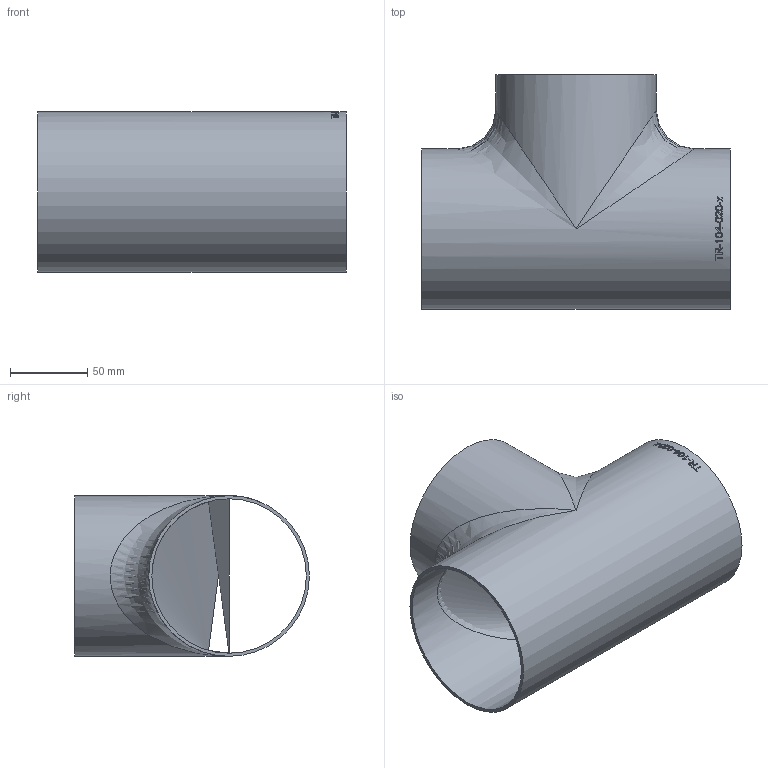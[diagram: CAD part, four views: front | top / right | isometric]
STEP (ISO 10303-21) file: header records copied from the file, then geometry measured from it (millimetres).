
FILE_DESCRIPTION (( 'STEP AP214' ), '1' );
FILE_NAME ('TR-104-020-x T-Stück 104,0x2,0 BL200 1910.STEP', '2019-10-15T13:02:39', ( '' ), ( '' ), 'SwSTEP 2.0', 'SolidWorks 2016', '' );
FILE_SCHEMA (( 'AUTOMOTIVE_DESIGN' ));
Length unit declared in the file: millimetre
Products named in the file (1): TR-104-020-x T-Stück 104,0x2,0 BL200 1910
Bounding box: 200 x 152 x 104 mm (x, y, z)
Volume: 148575.7 mm3; surface area: 150555 mm2
Topology: 1 solids, 1 shells, 146 faces, 385 edges, 248 vertices
Faces by surface type: bspline 69, plane 56, cylinder 21
Full cylindrical faces by diameter (mm): 100 x2, 104 x2
Entity records: 17398 total; most frequent: CARTESIAN_POINT 12982, ORIENTED_EDGE 736, DIRECTION 375, EDGE_CURVE 368, VERTEX_POINT 246, B_SPLINE_CURVE_WITH_KNOTS 207, EDGE_LOOP 172, FACE_OUTER_BOUND 150
